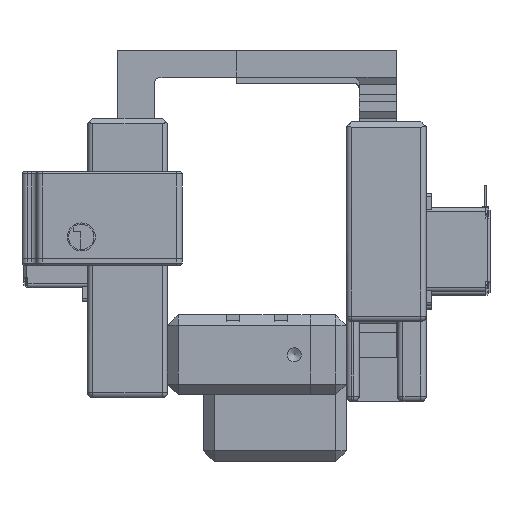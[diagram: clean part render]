
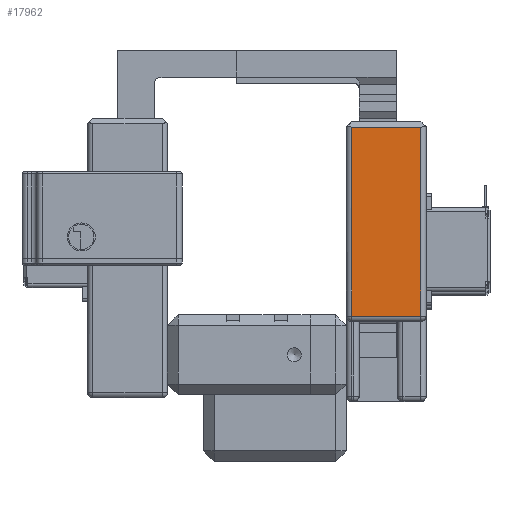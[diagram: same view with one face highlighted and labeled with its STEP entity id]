
A CAD part, left-side view. The second image highlights one B-rep face of the part: STEP entity #17962.
In plain terms, the highlighted planar face has unit normal (-1, 0, 0).
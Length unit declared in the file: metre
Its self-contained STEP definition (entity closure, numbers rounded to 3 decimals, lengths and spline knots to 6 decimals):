
#1486=ORIENTED_EDGE('',*,*,#6717,.T.);
#1487=ORIENTED_EDGE('',*,*,#6718,.T.);
#1488=ORIENTED_EDGE('',*,*,#6719,.T.);
#1489=ORIENTED_EDGE('',*,*,#6720,.T.);
#6717=EDGE_CURVE('',#9330,#9331,#11018,.F.);
#6718=EDGE_CURVE('',#9331,#9332,#11019,.F.);
#6719=EDGE_CURVE('',#9332,#9333,#11020,.T.);
#6720=EDGE_CURVE('',#9333,#9330,#11021,.T.);
#9330=VERTEX_POINT('',#27069);
#9331=VERTEX_POINT('',#27070);
#9332=VERTEX_POINT('',#27072);
#9333=VERTEX_POINT('',#27074);
#11018=LINE('',#27068,#12979);
#11019=LINE('',#27071,#12980);
#11020=LINE('',#27073,#12981);
#11021=LINE('',#27075,#12982);
#12979=VECTOR('',#21743,1.);
#12980=VECTOR('',#21744,1.);
#12981=VECTOR('',#21745,1.);
#12982=VECTOR('',#21746,1.);
#14828=EDGE_LOOP('',(#1486,#1487,#1488,#1489));
#16083=FACE_BOUND('',#14828,.T.);
#17310=PLANE('',#19904);
#17962=ADVANCED_FACE('',(#16083),#17310,.F.);
#19904=AXIS2_PLACEMENT_3D('',#27067,#21741,#21742);
#21741=DIRECTION('',(1.,0.,0.));
#21742=DIRECTION('',(0.,0.,-1.));
#21743=DIRECTION('',(0.,1.,0.));
#21744=DIRECTION('',(0.,0.,-1.));
#21745=DIRECTION('',(0.,1.,0.));
#21746=DIRECTION('',(0.,0.,-1.));
#27067=CARTESIAN_POINT('',(-0.11811,-0.038024,0.01905));
#27068=CARTESIAN_POINT('',(-0.11811,-0.038024,-0.025908));
#27069=CARTESIAN_POINT('',(-0.11811,-0.00254,-0.025908));
#27070=CARTESIAN_POINT('',(-0.11811,-0.035484,-0.025908));
#27071=CARTESIAN_POINT('',(-0.11811,-0.035484,0.064008));
#27072=CARTESIAN_POINT('',(-0.11811,-0.035484,0.064008));
#27073=CARTESIAN_POINT('',(-0.11811,-0.038024,0.064008));
#27074=CARTESIAN_POINT('',(-0.11811,-0.00254,0.064008));
#27075=CARTESIAN_POINT('',(-0.11811,-0.00254,0.01905));
